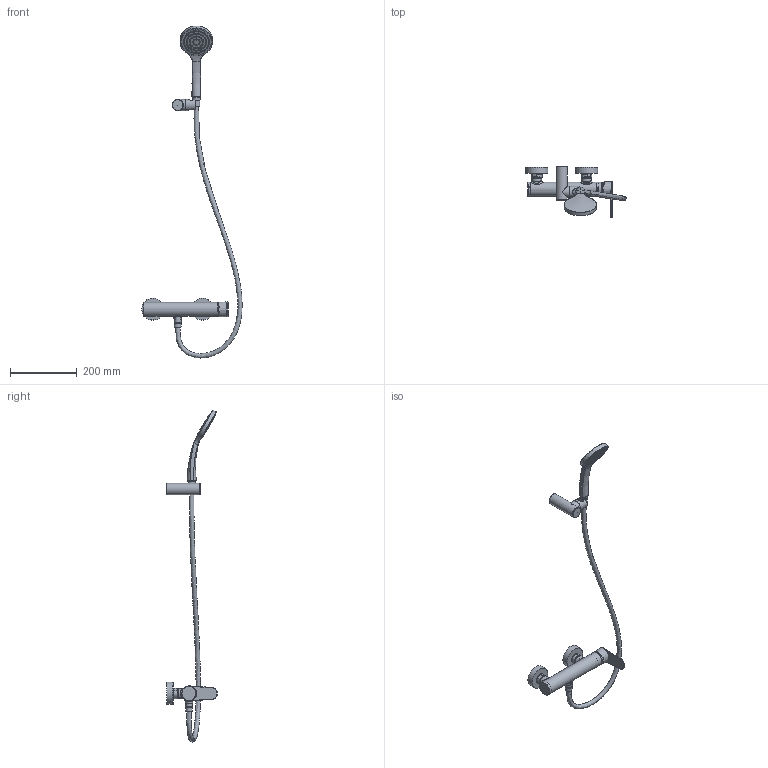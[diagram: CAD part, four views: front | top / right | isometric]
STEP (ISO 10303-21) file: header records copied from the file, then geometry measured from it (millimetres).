
FILE_DESCRIPTION (( 'STEP AP203' ), '1' );
FILE_NAME ('36DP00631.STEP', '2020-09-14T07:20:26', ( '' ), ( '' ), 'SwSTEP 2.0', 'SolidWorks 2018', '' );
FILE_SCHEMA (( 'CONFIG_CONTROL_DESIGN' ));
Length unit declared in the file: millimetre
Products named in the file (1): 36DP00631
Bounding box: 300.91 x 150.5 x 996.24 mm (x, y, z)
Volume: 564494.8 mm3; surface area: 215741.2 mm2
Topology: 14 solids, 15 shells, 612 faces, 1320 edges, 849 vertices
Faces by surface type: plane 212, cylinder 174, torus 109, bspline 71, cone 44, sphere 2
Full cylindrical faces by diameter (mm): 4 x80, 6.8 x2, 9.5 x1, 10 x1, 14 x1, 15 x1, 16 x2, 16.5 x2, 18 x2, 18.3 x2, 18.968 x1, 19.5 x2, 20.5 x2, 20.65 x2, 20.8 x1, 21 x2, 21.268 x1, 24 x3, 24.5 x2, 25 x1, 25.6 x2, 26.4 x2, 29.5 x2, 31 x1, 33.5 x2, 34 x2, 35.2 x1, 35.8 x2, 36.5 x1, 37 x1
Entity records: 29507 total; most frequent: CARTESIAN_POINT 18695, DIRECTION 1999, ORIENTED_EDGE 1850, EDGE_LOOP 1026, EDGE_CURVE 925, AXIS2_PLACEMENT_3D 924, FACE_OUTER_BOUND 849, VERTEX_POINT 733
